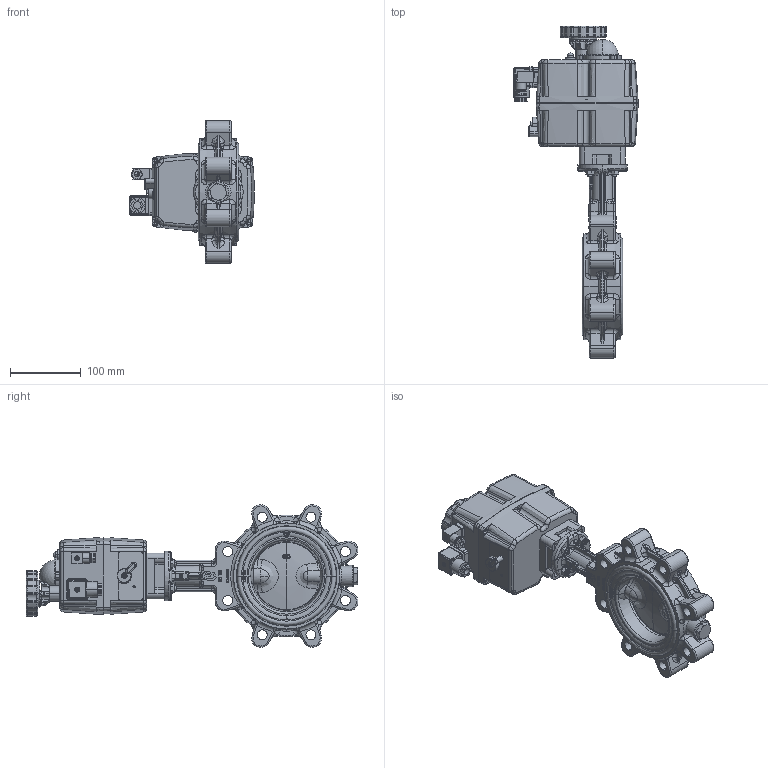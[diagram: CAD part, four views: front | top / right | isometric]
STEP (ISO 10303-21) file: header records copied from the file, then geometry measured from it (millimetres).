
FILE_DESCRIPTION (( 'STEP AP203' ), '1' );
FILE_NAME ('AKE02_DN100.STEP', '2022-10-26T06:04:07', ( '' ), ( '' ), 'SwSTEP 2.0', 'SolidWorks 2021', '' );
FILE_SCHEMA (( 'CONFIG_CONTROL_DESIGN' ));
Length unit declared in the file: metre
Products named in the file (1): AKE02_DN100
Bounding box: 176.14 x 469.36 x 202 mm (x, y, z)
Surface area: 268091.7 mm2 (no closed solid volume)
Topology: 0 solids, 75 shells, 2096 faces, 6829 edges, 4588 vertices
Faces by surface type: cylinder 616, plane 560, torus 441, bspline 349, cone 107, sphere 23
Entity records: 118367 total; most frequent: CARTESIAN_POINT 62235, DIRECTION 11320, ORIENTED_EDGE 11121, EDGE_CURVE 6732, VERTEX_POINT 4586, AXIS2_PLACEMENT_3D 4380, CIRCLE 2632, LINE 2560
